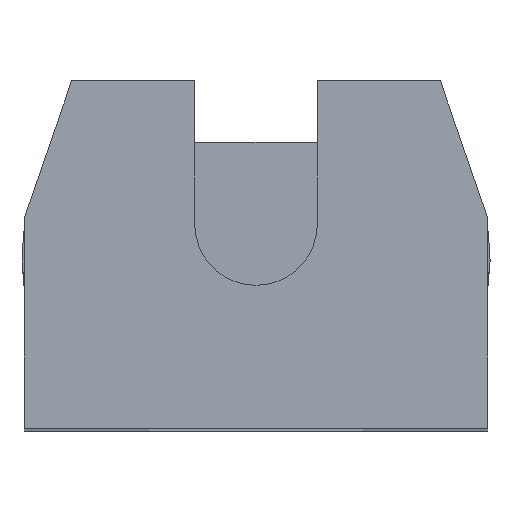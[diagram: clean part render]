
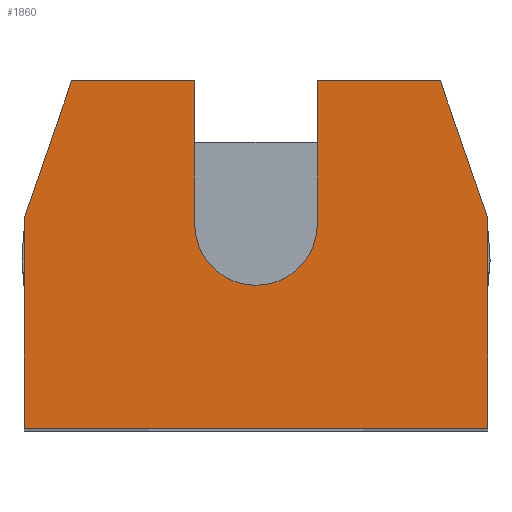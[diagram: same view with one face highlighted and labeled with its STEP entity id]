
A CAD part, top view. The second image highlights one B-rep face of the part: STEP entity #1860.
In plain terms, the highlighted planar face has unit normal (0, 0, 1).
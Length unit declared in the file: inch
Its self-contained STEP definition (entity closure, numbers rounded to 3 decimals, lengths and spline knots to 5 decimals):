
#23=CIRCLE('',#1975,0.12);
#83=FACE_OUTER_BOUND('',#179,.T.);
#179=EDGE_LOOP('',(#1189,#1190,#1191,#1192,#1193,#1194,#1195,#1196,#1197,
#1198));
#280=LINE('',#2623,#504);
#284=LINE('',#2630,#508);
#290=LINE('',#2643,#514);
#294=LINE('',#2651,#518);
#295=LINE('',#2653,#519);
#296=LINE('',#2655,#520);
#297=LINE('',#2657,#521);
#298=LINE('',#2659,#522);
#299=LINE('',#2660,#523);
#504=VECTOR('',#2125,0.3937);
#508=VECTOR('',#2131,0.3937);
#514=VECTOR('',#2141,39.37008);
#518=VECTOR('',#2147,39.37008);
#519=VECTOR('',#2148,0.3937);
#520=VECTOR('',#2149,0.3937);
#521=VECTOR('',#2150,0.3937);
#522=VECTOR('',#2151,0.3937);
#523=VECTOR('',#2152,0.3937);
#727=VERTEX_POINT('',#2614);
#728=VERTEX_POINT('',#2616);
#730=VERTEX_POINT('',#2622);
#732=VERTEX_POINT('',#2628);
#737=VERTEX_POINT('',#2642);
#740=VERTEX_POINT('',#2650);
#741=VERTEX_POINT('',#2652);
#742=VERTEX_POINT('',#2654);
#743=VERTEX_POINT('',#2656);
#744=VERTEX_POINT('',#2658);
#899=EDGE_CURVE('',#728,#727,#23,.T.);
#902=EDGE_CURVE('',#730,#728,#280,.T.);
#906=EDGE_CURVE('',#727,#732,#284,.T.);
#912=EDGE_CURVE('',#737,#730,#290,.T.);
#916=EDGE_CURVE('',#732,#740,#294,.T.);
#917=EDGE_CURVE('',#740,#741,#295,.T.);
#918=EDGE_CURVE('',#741,#742,#296,.T.);
#919=EDGE_CURVE('',#742,#743,#297,.T.);
#920=EDGE_CURVE('',#743,#744,#298,.T.);
#921=EDGE_CURVE('',#744,#737,#299,.T.);
#1189=ORIENTED_EDGE('',*,*,#902,.T.);
#1190=ORIENTED_EDGE('',*,*,#899,.T.);
#1191=ORIENTED_EDGE('',*,*,#906,.T.);
#1192=ORIENTED_EDGE('',*,*,#916,.T.);
#1193=ORIENTED_EDGE('',*,*,#917,.T.);
#1194=ORIENTED_EDGE('',*,*,#918,.T.);
#1195=ORIENTED_EDGE('',*,*,#919,.T.);
#1196=ORIENTED_EDGE('',*,*,#920,.T.);
#1197=ORIENTED_EDGE('',*,*,#921,.T.);
#1198=ORIENTED_EDGE('',*,*,#912,.T.);
#1696=PLANE('',#1980);
#1860=ADVANCED_FACE('',(#83),#1696,.T.);
#1975=AXIS2_PLACEMENT_3D('',#2617,#2119,#2120);
#1980=AXIS2_PLACEMENT_3D('',#2649,#2145,#2146);
#2119=DIRECTION('center_axis',(0.,0.,-1.));
#2120=DIRECTION('ref_axis',(-1.,0.,0.));
#2125=DIRECTION('',(0.,-1.,0.));
#2131=DIRECTION('',(0.,1.,0.));
#2141=DIRECTION('',(-1.,0.,0.));
#2145=DIRECTION('center_axis',(0.,0.,1.));
#2146=DIRECTION('ref_axis',(1.,0.,0.));
#2147=DIRECTION('',(-1.,0.,0.));
#2148=DIRECTION('',(-0.326,-0.946,0.));
#2149=DIRECTION('',(0.,-1.,0.));
#2150=DIRECTION('',(1.,0.,0.));
#2151=DIRECTION('',(0.,1.,0.));
#2152=DIRECTION('',(-0.326,0.946,0.));
#2614=CARTESIAN_POINT('',(0.2089,0.,1.6999));
#2616=CARTESIAN_POINT('',(0.4489,0.,1.6999));
#2617=CARTESIAN_POINT('Origin',(0.3289,0.,1.6999));
#2622=CARTESIAN_POINT('',(0.4489,0.28042,1.6999));
#2623=CARTESIAN_POINT('',(0.4489,0.14021,1.6999));
#2628=CARTESIAN_POINT('',(0.2089,0.28042,1.6999));
#2630=CARTESIAN_POINT('',(0.2089,0.28042,1.6999));
#2642=CARTESIAN_POINT('',(0.68993,0.28042,1.6999));
#2643=CARTESIAN_POINT('',(0.68993,0.28042,1.6999));
#2649=CARTESIAN_POINT('Origin',(-0.16163,0.28042,1.6999));
#2650=CARTESIAN_POINT('',(-0.03213,0.28042,1.6999));
#2651=CARTESIAN_POINT('',(0.68993,0.28042,1.6999));
#2652=CARTESIAN_POINT('',(-0.1251,0.01042,1.6999));
#2653=CARTESIAN_POINT('',(-0.08548,0.12549,1.6999));
#2654=CARTESIAN_POINT('',(-0.1251,-0.39958,1.6999));
#2655=CARTESIAN_POINT('',(-0.1251,0.08042,1.6999));
#2656=CARTESIAN_POINT('',(0.7829,-0.39958,1.6999));
#2657=CARTESIAN_POINT('',(-0.14337,-0.39958,1.6999));
#2658=CARTESIAN_POINT('',(0.7829,0.01042,1.6999));
#2659=CARTESIAN_POINT('',(0.7829,-0.05958,1.6999));
#2660=CARTESIAN_POINT('',(0.69128,0.27649,1.6999));
